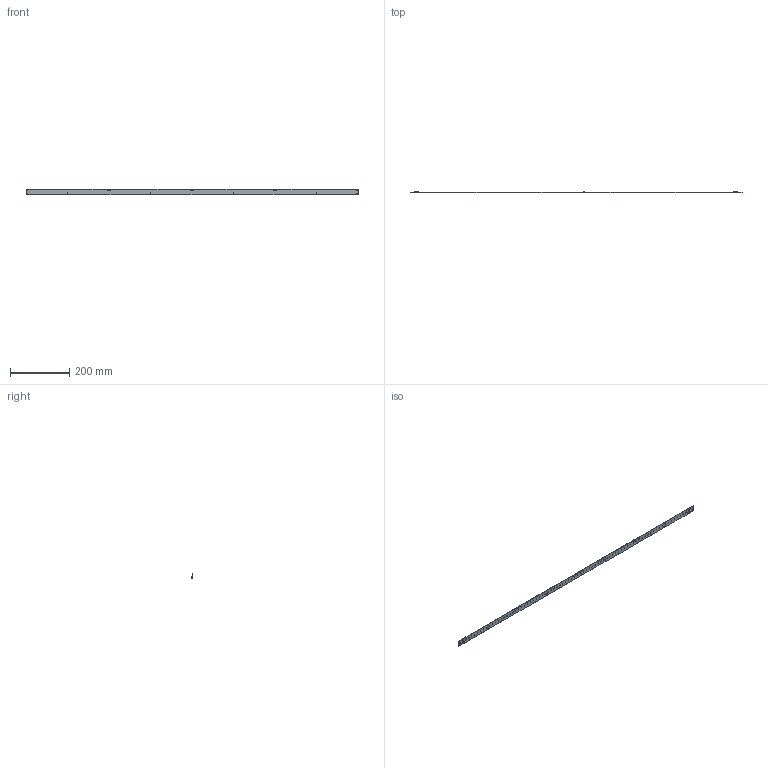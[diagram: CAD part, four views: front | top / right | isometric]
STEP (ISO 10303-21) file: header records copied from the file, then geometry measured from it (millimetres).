
FILE_DESCRIPTION (( 'STEP AP214' ), '1' );
FILE_NAME ('WU-M-527.STEP', '2016-06-07T08:12:04', ( 'Admin' ), ( 'Microsoft' ), 'SwSTEP 2.0', 'SolidWorks 2016', '' );
FILE_SCHEMA (( 'AUTOMOTIVE_DESIGN' ));
Length unit declared in the file: millimetre
Products named in the file (6): Nichia Nxxx757; SMA33A; 2060-451; WU-M-527 PCB-Base; WU-M-527 PCB-LSL; WU-M-527
Assembly tree (85 placements, depth 2):
  WU-M-527
    WU-M-527 PCB-LSL
    WU-M-527 PCB-Base
    2060-451  x2
    SMA33A
    Nichia Nxxx757  x80
Bounding box: 1119.6 x 6.1 x 20 mm (x, y, z)
Volume: 36123 mm3; surface area: 52689.8 mm2
Topology: 253 solids, 253 shells, 9581 faces, 25424 edges, 16916 vertices
Faces by surface type: plane 7995, cylinder 1492, bspline 74, sphere 16, torus 4
Entity records: 136110 total; most frequent: CARTESIAN_POINT 22531, ORIENTED_EDGE 18972, DIRECTION 17172, EDGE_CURVE 9486, VECTOR 8926, LINE 8926, VERTEX_POINT 6302, AXIS2_PLACEMENT_3D 4123
